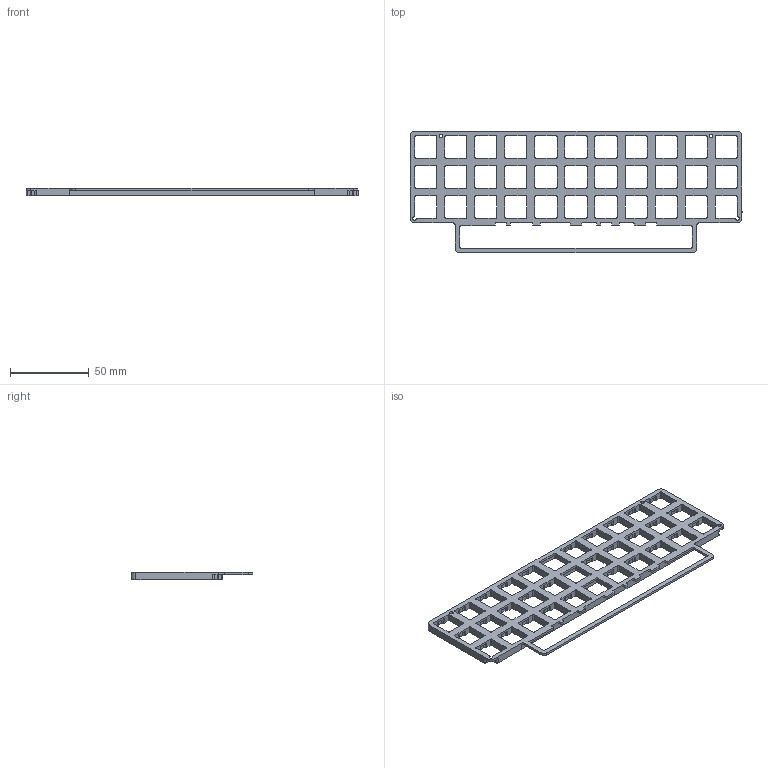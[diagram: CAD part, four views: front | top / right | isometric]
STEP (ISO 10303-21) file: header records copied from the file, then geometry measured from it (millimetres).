
FILE_DESCRIPTION(/* description */ (''),/* implementation_level */ '2;1');
FILE_NAME(/* name */ 'hhkb plate ortho.step',/* time_stamp */ '2024-05-14T22:00:57-04:00',/* author */ (''),/* organization */ (''),/* preprocessor_version */ 'ST-DEVELOPER v20',/* originating_system */ 'Autodesk Translation Framework v12.20.1.177',/* authorisation */ '');
FILE_SCHEMA (('AUTOMOTIVE_DESIGN { 1 0 10303 214 3 1 1 }'));
Length unit declared in the file: millimetre
Products named in the file (1): hhkb plate
Bounding box: 210.7 x 77.35 x 4.75 mm (x, y, z)
Volume: 26836.2 mm3; surface area: 25046 mm2
Topology: 1 solids, 1 shells, 764 faces, 2284 edges, 1522 vertices
Faces by surface type: cylinder 440, plane 324
Full cylindrical faces by diameter (mm): 2.3 x2
Entity records: 26198 total; most frequent: DIRECTION 4694, CARTESIAN_POINT 4571, ORIENTED_EDGE 4568, EDGE_CURVE 2284, AXIS2_PLACEMENT_3D 1645, VERTEX_POINT 1522, LINE 1404, VECTOR 1404
